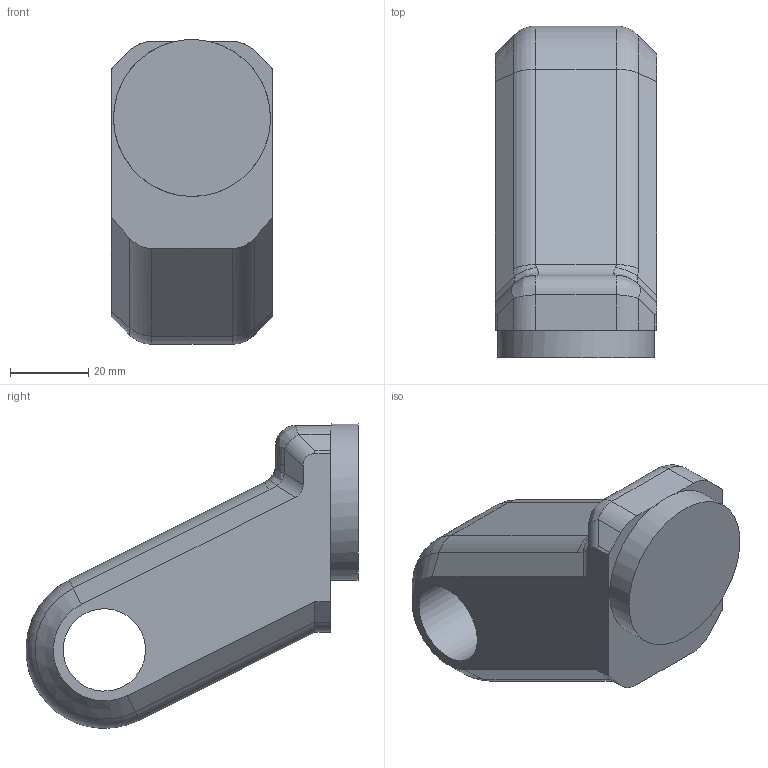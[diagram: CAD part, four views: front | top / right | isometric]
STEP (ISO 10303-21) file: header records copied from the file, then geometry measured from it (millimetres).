
FILE_DESCRIPTION(/* description */ (''),/* implementation_level */ '2;1');
FILE_NAME(/* name */ 'link1.stp',/* time_stamp */ '2019-11-22T23:34:39-05:00',/* author */ ('Clevo'),/* organization */ (''),/* preprocessor_version */ 'ST-DEVELOPER v16.13',/* originating_system */ 'Autodesk Inventor 2018',/* authorisation */ '');
FILE_SCHEMA (('AUTOMOTIVE_DESIGN { 1 0 10303 214 3 1 1 }'));
Length unit declared in the file: millimetre
Products named in the file (1): table
Bounding box: 41.1 x 84.63 x 77.63 mm (x, y, z)
Volume: 121759.8 mm3; surface area: 17998.8 mm2
Topology: 1 solids, 1 shells, 53 faces, 125 edges, 74 vertices
Faces by surface type: plane 20, cylinder 17, bspline 12, torus 2, cone 2
Full cylindrical faces by diameter (mm): 21 x1, 40 x1
Entity records: 1682 total; most frequent: CARTESIAN_POINT 435, DIRECTION 263, ORIENTED_EDGE 244, EDGE_CURVE 122, AXIS2_PLACEMENT_3D 99, VERTEX_POINT 73, LINE 65, VECTOR 65
